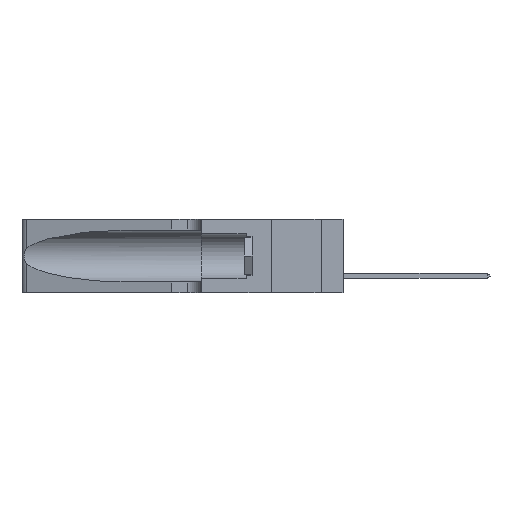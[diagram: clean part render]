
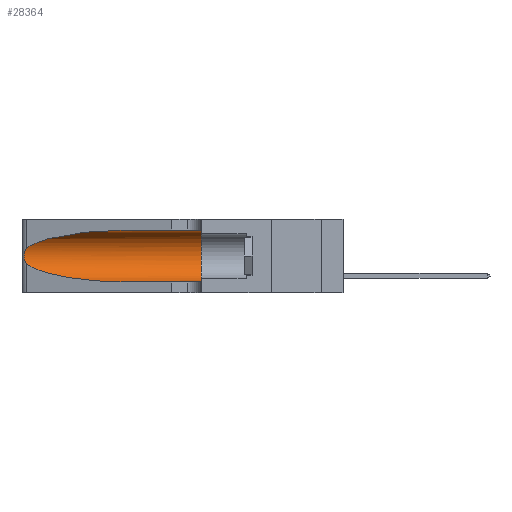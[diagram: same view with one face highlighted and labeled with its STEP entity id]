
A CAD part, left-side view. The second image highlights one B-rep face of the part: STEP entity #28364.
In plain terms, the highlighted cylindrical face has radius 3.308 mm (diameter 6.617 mm), a partial arc.
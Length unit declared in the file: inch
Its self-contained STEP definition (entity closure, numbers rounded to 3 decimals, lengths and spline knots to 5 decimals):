
#57 = ORIENTED_EDGE ( 'NONE', *, *, #196, .T. ) ;
#196 = EDGE_CURVE ( 'NONE', #20947, #17902, #23298, .T. ) ;
#314 = DIRECTION ( 'NONE',  ( 0., -1., 0. ) ) ;
#378 = CARTESIAN_POINT ( 'NONE',  ( 0.1305, 0.72297, 0.05475 ) ) ;
#617 = CARTESIAN_POINT ( 'NONE',  ( 0.25854, 1.2359, 0.20912 ) ) ;
#914 = CARTESIAN_POINT ( 'NONE',  ( 0.26017, 1.23833, 0.17102 ) ) ;
#992 = CARTESIAN_POINT ( 'NONE',  ( 0.1305, 0.72297, 0.31525 ) ) ;
#1265 = CARTESIAN_POINT ( 'NONE',  ( 0.18966, 0.96281, 0.31525 ) ) ;
#1811 = LINE ( 'NONE', #24405, #27355 ) ;
#2490 = B_SPLINE_CURVE_WITH_KNOTS ( 'NONE', 3,
 ( #22994, #23194, #9872, #25472, #617, #27697, #14320, #25664, #914, #23685, #21615, #23591, #3366, #5700 ),
 .UNSPECIFIED., .F., .F.,
 ( 4, 2, 2, 2, 2, 2, 4 ),
 ( 0., 0.00027, 0.00053, 0.00107, 0.0016, 0.00187, 0.00214 ),
 .UNSPECIFIED. ) ;
#3281 = CARTESIAN_POINT ( 'NONE',  ( 0.1305, 0.72297, 0.05475 ) ) ;
#3366 = CARTESIAN_POINT ( 'NONE',  ( 0.25555, 1.22993, 0.14849 ) ) ;
#3734 = CYLINDRICAL_SURFACE ( 'NONE', #11645, 0.13025 ) ;
#4558 = LINE ( 'NONE', #13075, #18534 ) ;
#5700 = CARTESIAN_POINT ( 'NONE',  ( 0.25487, 1.22718, 0.14631 ) ) ;
#6566 = CARTESIAN_POINT ( 'NONE',  ( 0.25487, 1.22718, 0.22369 ) ) ;
#6581 = VERTEX_POINT ( 'NONE', #378 ) ;
#7083 = VERTEX_POINT ( 'NONE', #9131 ) ;
#8473 = ORIENTED_EDGE ( 'NONE', *, *, #11638, .F. ) ;
#8611 = EDGE_CURVE ( 'NONE', #20947, #16411, #1811, .T. ) ;
#8931 = DIRECTION ( 'NONE',  ( 0., -1., 0. ) ) ;
#8971 = DIRECTION ( 'NONE',  ( 0., 1., 0. ) ) ;
#8975 = ORIENTED_EDGE ( 'NONE', *, *, #25171, .T. ) ;
#9120 = CARTESIAN_POINT ( 'NONE',  ( 0.25487, 1.22718, 0.14631 ) ) ;
#9131 = CARTESIAN_POINT ( 'NONE',  ( 0.1305, 0.35, 0.05475 ) ) ;
#9872 = CARTESIAN_POINT ( 'NONE',  ( 0.25639, 1.23184, 0.21858 ) ) ;
#9990 = FACE_OUTER_BOUND ( 'NONE', #13349, .T. ) ;
#11202 = CARTESIAN_POINT ( 'NONE',  ( 0.1305, 1.61858, 0.185 ) ) ;
#11638 = EDGE_CURVE ( 'NONE', #16411, #7083, #16242, .T. ) ;
#11645 = AXIS2_PLACEMENT_3D ( 'NONE', #11202, #314, #28970 ) ;
#12651 = ORIENTED_EDGE ( 'NONE', *, *, #8611, .F. ) ;
#13009 = EDGE_CURVE ( 'NONE', #17902, #17225, #2490, .T. ) ;
#13075 = CARTESIAN_POINT ( 'NONE',  ( 0.1305, 1.61858, 0.05475 ) ) ;
#13349 = EDGE_LOOP ( 'NONE', ( #57, #14124, #16320, #8975, #8473, #12651 ) ) ;
#13420 = CARTESIAN_POINT ( 'NONE',  ( 0.1305, 0.35, 0.185 ) ) ;
#14124 = ORIENTED_EDGE ( 'NONE', *, *, #13009, .T. ) ;
#14320 = CARTESIAN_POINT ( 'NONE',  ( 0.26075, 1.23896, 0.19203 ) ) ;
#16242 = CIRCLE ( 'NONE', #26219, 0.13025 ) ;
#16320 = ORIENTED_EDGE ( 'NONE', *, *, #24864, .T. ) ;
#16411 = VERTEX_POINT ( 'NONE', #19008 ) ;
#16949 = CARTESIAN_POINT ( 'NONE',  ( 0.1305, 0.72297, 0.31525 ) ) ;
#17225 = VERTEX_POINT ( 'NONE', #24085 ) ;
#17902 = VERTEX_POINT ( 'NONE', #6566 ) ;
#18302 = CARTESIAN_POINT ( 'NONE',  ( 0.2373, 1.15595, 0.08982 ) ) ;
#18534 = VECTOR ( 'NONE', #19578, 39.37008 ) ;
#19008 = CARTESIAN_POINT ( 'NONE',  ( 0.1305, 0.35, 0.31525 ) ) ;
#19578 = DIRECTION ( 'NONE',  ( 0., -1., 0. ) ) ;
#20947 = VERTEX_POINT ( 'NONE', #992 ) ;
#21192 = CARTESIAN_POINT ( 'NONE',  ( 0.25487, 1.22718, 0.22369 ) ) ;
#21615 = CARTESIAN_POINT ( 'NONE',  ( 0.25789, 1.23486, 0.15765 ) ) ;
#22994 = CARTESIAN_POINT ( 'NONE',  ( 0.25487, 1.22718, 0.22369 ) ) ;
#23103 = CARTESIAN_POINT ( 'NONE',  ( 0.18966, 0.96281, 0.05475 ) ) ;
#23194 = CARTESIAN_POINT ( 'NONE',  ( 0.25555, 1.22994, 0.2215 ) ) ;
#23298 =( BOUNDED_CURVE ( )  B_SPLINE_CURVE ( 3, ( #16949, #1265, #25813, #21192 ),
 .UNSPECIFIED., .F., .T. ) 
 B_SPLINE_CURVE_WITH_KNOTS ( ( 4, 4 ),
 ( 1.5708, 2.84003 ),
 .UNSPECIFIED. ) 
 CURVE ( )  GEOMETRIC_REPRESENTATION_ITEM ( )  RATIONAL_B_SPLINE_CURVE ( ( 1., 0.87, 0.87, 1. ) ) 
 REPRESENTATION_ITEM ( '' )  );
#23591 = CARTESIAN_POINT ( 'NONE',  ( 0.25639, 1.23186, 0.15144 ) ) ;
#23685 = CARTESIAN_POINT ( 'NONE',  ( 0.25856, 1.23593, 0.16098 ) ) ;
#24085 = CARTESIAN_POINT ( 'NONE',  ( 0.25487, 1.22718, 0.14631 ) ) ;
#24211 =( BOUNDED_CURVE ( )  B_SPLINE_CURVE ( 3, ( #9120, #18302, #23103, #3281 ),
 .UNSPECIFIED., .F., .T. ) 
 B_SPLINE_CURVE_WITH_KNOTS ( ( 4, 4 ),
 ( 3.44316, 4.71239 ),
 .UNSPECIFIED. ) 
 CURVE ( )  GEOMETRIC_REPRESENTATION_ITEM ( )  RATIONAL_B_SPLINE_CURVE ( ( 1., 0.87, 0.87, 1. ) ) 
 REPRESENTATION_ITEM ( '' )  );
#24405 = CARTESIAN_POINT ( 'NONE',  ( 0.1305, 1.61858, 0.31525 ) ) ;
#24864 = EDGE_CURVE ( 'NONE', #17225, #6581, #24211, .T. ) ;
#25171 = EDGE_CURVE ( 'NONE', #6581, #7083, #4558, .T. ) ;
#25472 = CARTESIAN_POINT ( 'NONE',  ( 0.25787, 1.23484, 0.2124 ) ) ;
#25664 = CARTESIAN_POINT ( 'NONE',  ( 0.26075, 1.23896, 0.178 ) ) ;
#25813 = CARTESIAN_POINT ( 'NONE',  ( 0.2373, 1.15595, 0.28018 ) ) ;
#26219 = AXIS2_PLACEMENT_3D ( 'NONE', #13420, #8971, #26786 ) ;
#26786 = DIRECTION ( 'NONE',  ( 0., 0., 1. ) ) ;
#27355 = VECTOR ( 'NONE', #8931, 39.37008 ) ;
#27697 = CARTESIAN_POINT ( 'NONE',  ( 0.26018, 1.23835, 0.19895 ) ) ;
#28364 = ADVANCED_FACE ( 'NONE', ( #9990 ), #3734, .F. ) ;
#28970 = DIRECTION ( 'NONE',  ( 0., 0., -1. ) ) ;
